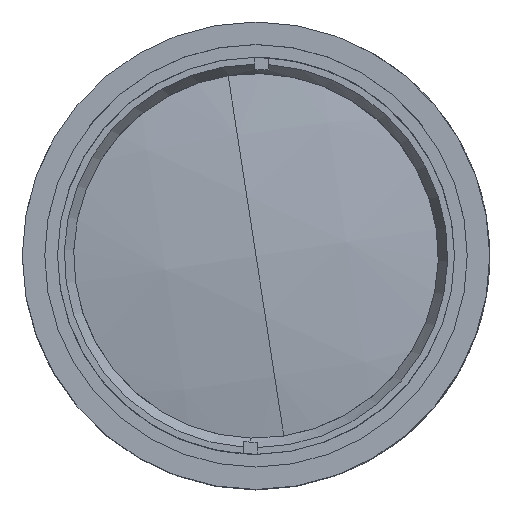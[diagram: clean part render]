
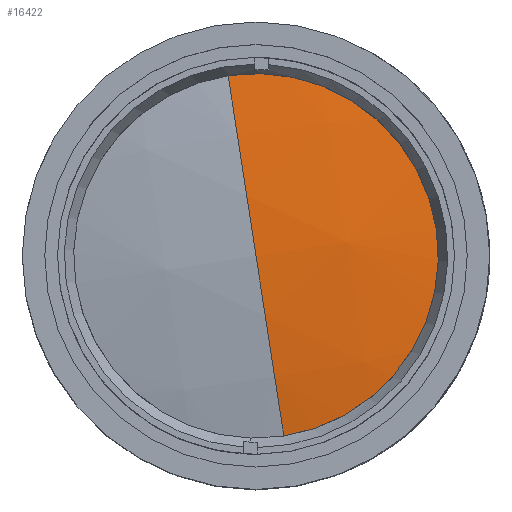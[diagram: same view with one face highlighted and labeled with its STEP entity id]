
A CAD part, top view. The second image highlights one B-rep face of the part: STEP entity #16422.
In plain terms, the highlighted spherical face has radius 113.95 mm.
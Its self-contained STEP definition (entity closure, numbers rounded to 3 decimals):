
#4310 = CARTESIAN_POINT ( 'NONE',  ( 0., 0., -58.432 ) ) ;
#4433 = CARTESIAN_POINT ( 'NONE',  ( 2.976, -19.272, 53.837 ) ) ;
#4437 = DIRECTION ( 'NONE',  ( -1., 0., 0. ) ) ;
#4438 = DIRECTION ( 'NONE',  ( 0., 0., 1. ) ) ;
#4439 = CARTESIAN_POINT ( 'NONE',  ( 0., 0., 53.837 ) ) ;
#4440 = AXIS2_PLACEMENT_3D ( 'NONE', #4439, #4438, #4437 ) ;
#4441 = CIRCLE ( 'NONE', #4440, 19.5 ) ;
#4442 = CARTESIAN_POINT ( 'NONE',  ( 0., 0., 55.518 ) ) ;
#4452 = DIRECTION ( 'NONE',  ( 0.153, -0.988, 0. ) ) ;
#4479 = DIRECTION ( 'NONE',  ( -0.988, -0.153, 0. ) ) ;
#4480 = CARTESIAN_POINT ( 'NONE',  ( 0., 0., -58.432 ) ) ;
#4481 = AXIS2_PLACEMENT_3D ( 'NONE', #4480, #4479, #4452 ) ;
#4482 = CIRCLE ( 'NONE', #4481, 113.95 ) ;
#4484 = CARTESIAN_POINT ( 'NONE',  ( -2.976, 19.272, 53.837 ) ) ;
#4487 = DIRECTION ( 'NONE',  ( -1., 0., 0. ) ) ;
#4488 = DIRECTION ( 'NONE',  ( 0., 0., 1. ) ) ;
#4489 = CARTESIAN_POINT ( 'NONE',  ( 0., 0., 53.837 ) ) ;
#4490 = AXIS2_PLACEMENT_3D ( 'NONE', #4489, #4488, #4487 ) ;
#4491 = CIRCLE ( 'NONE', #4490, 19.5 ) ;
#4492 = DIRECTION ( 'NONE',  ( -0.153, 0.988, 0. ) ) ;
#4493 = DIRECTION ( 'NONE',  ( 0.988, 0.153, 0. ) ) ;
#4494 = AXIS2_PLACEMENT_3D ( 'NONE', #4505, #4493, #4492 ) ;
#4495 = CARTESIAN_POINT ( 'NONE',  ( 0.58, 19.491, 53.837 ) ) ;
#4502 = SPHERICAL_SURFACE ( 'NONE', #4494, 113.95 ) ;
#4503 = FACE_OUTER_BOUND ( 'NONE', #16432, .T. ) ;
#4505 = CARTESIAN_POINT ( 'NONE',  ( 0., 0., -58.432 ) ) ;
#4506 = DIRECTION ( 'NONE',  ( -0.153, 0.988, 0. ) ) ;
#4507 = DIRECTION ( 'NONE',  ( 0.988, 0.153, 0. ) ) ;
#4508 = AXIS2_PLACEMENT_3D ( 'NONE', #4310, #4507, #4506 ) ;
#4509 = CIRCLE ( 'NONE', #4508, 113.95 ) ;
#16419 = ORIENTED_EDGE ( 'NONE', *, *, #16420, .T. ) ;
#16420 = EDGE_CURVE ( 'NONE', #16437, #16442, #4509, .T. ) ;
#16422 = ADVANCED_FACE ( 'NONE', ( #4503 ), #4502, .T. ) ;
#16423 = ORIENTED_EDGE ( 'NONE', *, *, #16433, .F. ) ;
#16424 = VERTEX_POINT ( 'NONE', #4495 ) ;
#16426 = EDGE_CURVE ( 'NONE', #16442, #16424, #4491, .T. ) ;
#16429 = VERTEX_POINT ( 'NONE', #4484 ) ;
#16432 = EDGE_LOOP ( 'NONE', ( #16423, #16419, #16483, #16443 ) ) ;
#16433 = EDGE_CURVE ( 'NONE', #16437, #16429, #4482, .T. ) ;
#16437 = VERTEX_POINT ( 'NONE', #4442 ) ;
#16439 = EDGE_CURVE ( 'NONE', #16424, #16429, #4441, .T. ) ;
#16442 = VERTEX_POINT ( 'NONE', #4433 ) ;
#16443 = ORIENTED_EDGE ( 'NONE', *, *, #16439, .T. ) ;
#16483 = ORIENTED_EDGE ( 'NONE', *, *, #16426, .T. ) ;
